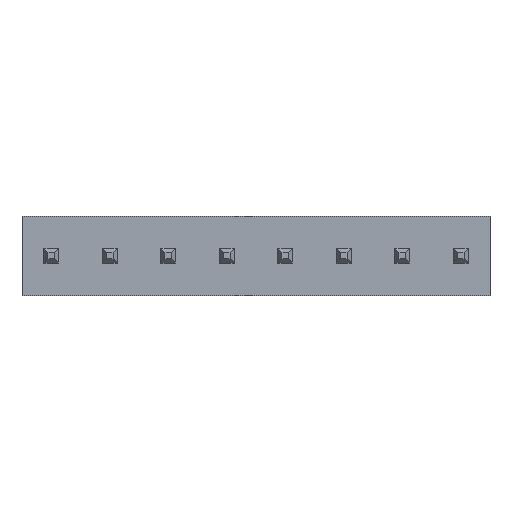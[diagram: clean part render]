
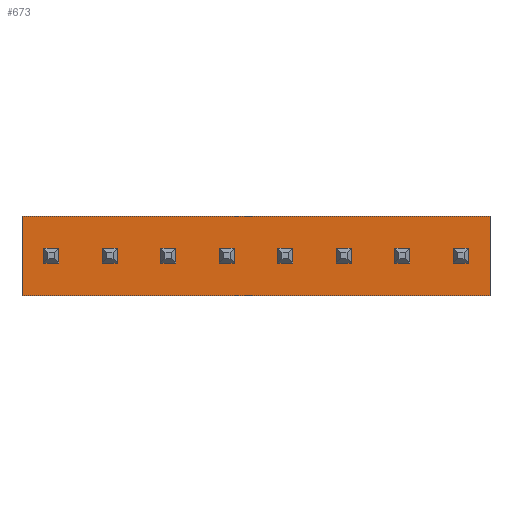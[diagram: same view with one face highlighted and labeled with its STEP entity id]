
A CAD part, top view. The second image highlights one B-rep face of the part: STEP entity #673.
In plain terms, the highlighted planar face has unit normal (0, 0, 1).
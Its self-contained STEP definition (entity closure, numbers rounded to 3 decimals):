
#2=DIRECTION('',(1.,0.,0.));
#3=VECTOR('',#2,0.64);
#4=CARTESIAN_POINT('',(20.,0.32,0.));
#5=LINE('',#4,#3);
#6=DIRECTION('',(0.,1.,0.));
#7=VECTOR('',#6,0.64);
#8=CARTESIAN_POINT('',(20.,-0.32,0.));
#9=LINE('',#8,#7);
#10=DIRECTION('',(-1.,0.,0.));
#11=VECTOR('',#10,0.64);
#12=CARTESIAN_POINT('',(20.64,-0.32,0.));
#13=LINE('',#12,#11);
#14=DIRECTION('',(0.,-1.,0.));
#15=VECTOR('',#14,0.64);
#16=CARTESIAN_POINT('',(20.64,0.32,0.));
#17=LINE('',#16,#15);
#18=DIRECTION('',(1.,0.,0.));
#19=VECTOR('',#18,0.64);
#20=CARTESIAN_POINT('',(17.46,0.32,0.));
#21=LINE('',#20,#19);
#22=DIRECTION('',(0.,1.,0.));
#23=VECTOR('',#22,0.64);
#24=CARTESIAN_POINT('',(17.46,-0.32,0.));
#25=LINE('',#24,#23);
#26=DIRECTION('',(-1.,0.,0.));
#27=VECTOR('',#26,0.64);
#28=CARTESIAN_POINT('',(18.1,-0.32,0.));
#29=LINE('',#28,#27);
#30=DIRECTION('',(0.,-1.,0.));
#31=VECTOR('',#30,0.64);
#32=CARTESIAN_POINT('',(18.1,0.32,0.));
#33=LINE('',#32,#31);
#34=DIRECTION('',(1.,0.,0.));
#35=VECTOR('',#34,0.64);
#36=CARTESIAN_POINT('',(14.92,0.32,0.));
#37=LINE('',#36,#35);
#38=DIRECTION('',(0.,1.,0.));
#39=VECTOR('',#38,0.64);
#40=CARTESIAN_POINT('',(14.92,-0.32,0.));
#41=LINE('',#40,#39);
#42=DIRECTION('',(-1.,0.,0.));
#43=VECTOR('',#42,0.64);
#44=CARTESIAN_POINT('',(15.56,-0.32,0.));
#45=LINE('',#44,#43);
#46=DIRECTION('',(0.,-1.,0.));
#47=VECTOR('',#46,0.64);
#48=CARTESIAN_POINT('',(15.56,0.32,0.));
#49=LINE('',#48,#47);
#50=DIRECTION('',(1.,0.,0.));
#51=VECTOR('',#50,0.64);
#52=CARTESIAN_POINT('',(12.38,0.32,0.));
#53=LINE('',#52,#51);
#54=DIRECTION('',(0.,1.,0.));
#55=VECTOR('',#54,0.64);
#56=CARTESIAN_POINT('',(12.38,-0.32,0.));
#57=LINE('',#56,#55);
#58=DIRECTION('',(-1.,0.,0.));
#59=VECTOR('',#58,0.64);
#60=CARTESIAN_POINT('',(13.02,-0.32,0.));
#61=LINE('',#60,#59);
#62=DIRECTION('',(0.,-1.,0.));
#63=VECTOR('',#62,0.64);
#64=CARTESIAN_POINT('',(13.02,0.32,0.));
#65=LINE('',#64,#63);
#66=DIRECTION('',(1.,0.,0.));
#67=VECTOR('',#66,0.64);
#68=CARTESIAN_POINT('',(9.84,0.32,0.));
#69=LINE('',#68,#67);
#70=DIRECTION('',(0.,1.,0.));
#71=VECTOR('',#70,0.64);
#72=CARTESIAN_POINT('',(9.84,-0.32,0.));
#73=LINE('',#72,#71);
#74=DIRECTION('',(-1.,0.,0.));
#75=VECTOR('',#74,0.64);
#76=CARTESIAN_POINT('',(10.48,-0.32,0.));
#77=LINE('',#76,#75);
#78=DIRECTION('',(0.,-1.,0.));
#79=VECTOR('',#78,0.64);
#80=CARTESIAN_POINT('',(10.48,0.32,0.));
#81=LINE('',#80,#79);
#82=DIRECTION('',(1.,0.,0.));
#83=VECTOR('',#82,0.64);
#84=CARTESIAN_POINT('',(7.3,0.32,0.));
#85=LINE('',#84,#83);
#86=DIRECTION('',(0.,1.,0.));
#87=VECTOR('',#86,0.64);
#88=CARTESIAN_POINT('',(7.3,-0.32,0.));
#89=LINE('',#88,#87);
#90=DIRECTION('',(-1.,0.,0.));
#91=VECTOR('',#90,0.64);
#92=CARTESIAN_POINT('',(7.94,-0.32,0.));
#93=LINE('',#92,#91);
#94=DIRECTION('',(0.,-1.,0.));
#95=VECTOR('',#94,0.64);
#96=CARTESIAN_POINT('',(7.94,0.32,0.));
#97=LINE('',#96,#95);
#98=DIRECTION('',(1.,0.,0.));
#99=VECTOR('',#98,0.64);
#100=CARTESIAN_POINT('',(4.76,0.32,0.));
#101=LINE('',#100,#99);
#102=DIRECTION('',(0.,1.,0.));
#103=VECTOR('',#102,0.64);
#104=CARTESIAN_POINT('',(4.76,-0.32,0.));
#105=LINE('',#104,#103);
#106=DIRECTION('',(-1.,0.,0.));
#107=VECTOR('',#106,0.64);
#108=CARTESIAN_POINT('',(5.4,-0.32,0.));
#109=LINE('',#108,#107);
#110=DIRECTION('',(0.,-1.,0.));
#111=VECTOR('',#110,0.64);
#112=CARTESIAN_POINT('',(5.4,0.32,0.));
#113=LINE('',#112,#111);
#114=DIRECTION('',(-1.,0.,0.));
#115=VECTOR('',#114,0.64);
#116=CARTESIAN_POINT('',(2.86,0.32,0.));
#117=LINE('',#116,#115);
#118=DIRECTION('',(0.,-1.,0.));
#119=VECTOR('',#118,0.64);
#120=CARTESIAN_POINT('',(2.22,0.32,0.));
#121=LINE('',#120,#119);
#122=DIRECTION('',(1.,0.,0.));
#123=VECTOR('',#122,0.64);
#124=CARTESIAN_POINT('',(2.22,-0.32,0.));
#125=LINE('',#124,#123);
#126=DIRECTION('',(0.,1.,0.));
#127=VECTOR('',#126,0.64);
#128=CARTESIAN_POINT('',(2.86,-0.32,0.));
#129=LINE('',#128,#127);
#130=DIRECTION('',(0.,1.,0.));
#131=VECTOR('',#130,3.46);
#132=CARTESIAN_POINT('',(21.59,-1.73,0.));
#133=LINE('',#132,#131);
#134=DIRECTION('',(0.,1.,0.));
#135=VECTOR('',#134,3.46);
#136=CARTESIAN_POINT('',(1.27,-1.73,0.));
#137=LINE('',#136,#135);
#402=DIRECTION('',(1.,0.,0.));
#403=VECTOR('',#402,20.32);
#404=CARTESIAN_POINT('',(1.27,-1.73,0.));
#405=LINE('',#404,#403);
#426=DIRECTION('',(-1.,0.,0.));
#427=VECTOR('',#426,20.32);
#428=CARTESIAN_POINT('',(21.59,1.73,0.));
#429=LINE('',#428,#427);
#434=CARTESIAN_POINT('',(1.27,-1.73,0.));
#435=CARTESIAN_POINT('',(1.27,1.73,0.));
#436=VERTEX_POINT('',#434);
#437=VERTEX_POINT('',#435);
#438=CARTESIAN_POINT('',(2.86,0.32,0.));
#439=CARTESIAN_POINT('',(2.22,0.32,0.));
#440=VERTEX_POINT('',#438);
#441=VERTEX_POINT('',#439);
#442=CARTESIAN_POINT('',(2.86,-0.32,0.));
#443=VERTEX_POINT('',#442);
#444=CARTESIAN_POINT('',(2.22,-0.32,0.));
#445=VERTEX_POINT('',#444);
#458=CARTESIAN_POINT('',(4.76,0.32,0.));
#459=CARTESIAN_POINT('',(5.4,0.32,0.));
#460=VERTEX_POINT('',#458);
#461=VERTEX_POINT('',#459);
#462=CARTESIAN_POINT('',(5.4,-0.32,0.));
#463=VERTEX_POINT('',#462);
#464=CARTESIAN_POINT('',(4.76,-0.32,0.));
#465=VERTEX_POINT('',#464);
#474=CARTESIAN_POINT('',(7.3,0.32,0.));
#475=CARTESIAN_POINT('',(7.94,0.32,0.));
#476=VERTEX_POINT('',#474);
#477=VERTEX_POINT('',#475);
#478=CARTESIAN_POINT('',(7.94,-0.32,0.));
#479=VERTEX_POINT('',#478);
#480=CARTESIAN_POINT('',(7.3,-0.32,0.));
#481=VERTEX_POINT('',#480);
#490=CARTESIAN_POINT('',(9.84,0.32,0.));
#491=CARTESIAN_POINT('',(10.48,0.32,0.));
#492=VERTEX_POINT('',#490);
#493=VERTEX_POINT('',#491);
#494=CARTESIAN_POINT('',(10.48,-0.32,0.));
#495=VERTEX_POINT('',#494);
#496=CARTESIAN_POINT('',(9.84,-0.32,0.));
#497=VERTEX_POINT('',#496);
#506=CARTESIAN_POINT('',(12.38,0.32,0.));
#507=CARTESIAN_POINT('',(13.02,0.32,0.));
#508=VERTEX_POINT('',#506);
#509=VERTEX_POINT('',#507);
#510=CARTESIAN_POINT('',(13.02,-0.32,0.));
#511=VERTEX_POINT('',#510);
#512=CARTESIAN_POINT('',(12.38,-0.32,0.));
#513=VERTEX_POINT('',#512);
#522=CARTESIAN_POINT('',(14.92,0.32,0.));
#523=CARTESIAN_POINT('',(15.56,0.32,0.));
#524=VERTEX_POINT('',#522);
#525=VERTEX_POINT('',#523);
#526=CARTESIAN_POINT('',(15.56,-0.32,0.));
#527=VERTEX_POINT('',#526);
#528=CARTESIAN_POINT('',(14.92,-0.32,0.));
#529=VERTEX_POINT('',#528);
#538=CARTESIAN_POINT('',(17.46,0.32,0.));
#539=CARTESIAN_POINT('',(18.1,0.32,0.));
#540=VERTEX_POINT('',#538);
#541=VERTEX_POINT('',#539);
#542=CARTESIAN_POINT('',(18.1,-0.32,0.));
#543=VERTEX_POINT('',#542);
#544=CARTESIAN_POINT('',(17.46,-0.32,0.));
#545=VERTEX_POINT('',#544);
#554=CARTESIAN_POINT('',(21.59,-1.73,0.));
#555=CARTESIAN_POINT('',(21.59,1.73,0.));
#556=VERTEX_POINT('',#554);
#557=VERTEX_POINT('',#555);
#558=CARTESIAN_POINT('',(20.,0.32,0.));
#559=CARTESIAN_POINT('',(20.64,0.32,0.));
#560=VERTEX_POINT('',#558);
#561=VERTEX_POINT('',#559);
#562=CARTESIAN_POINT('',(20.64,-0.32,0.));
#563=VERTEX_POINT('',#562);
#564=CARTESIAN_POINT('',(20.,-0.32,0.));
#565=VERTEX_POINT('',#564);
#578=CARTESIAN_POINT('',(0.,0.,0.));
#579=DIRECTION('',(0.,0.,1.));
#580=DIRECTION('',(1.,0.,0.));
#581=AXIS2_PLACEMENT_3D('',#578,#579,#580);
#582=PLANE('',#581);
#584=ORIENTED_EDGE('',*,*,#583,.F.);
#586=ORIENTED_EDGE('',*,*,#585,.F.);
#588=ORIENTED_EDGE('',*,*,#587,.F.);
#590=ORIENTED_EDGE('',*,*,#589,.T.);
#591=EDGE_LOOP('',(#584,#586,#588,#590));
#592=FACE_OUTER_BOUND('',#591,.F.);
#594=ORIENTED_EDGE('',*,*,#593,.F.);
#596=ORIENTED_EDGE('',*,*,#595,.F.);
#598=ORIENTED_EDGE('',*,*,#597,.F.);
#600=ORIENTED_EDGE('',*,*,#599,.F.);
#601=EDGE_LOOP('',(#594,#596,#598,#600));
#602=FACE_BOUND('',#601,.F.);
#604=ORIENTED_EDGE('',*,*,#603,.F.);
#606=ORIENTED_EDGE('',*,*,#605,.F.);
#608=ORIENTED_EDGE('',*,*,#607,.F.);
#610=ORIENTED_EDGE('',*,*,#609,.F.);
#611=EDGE_LOOP('',(#604,#606,#608,#610));
#612=FACE_BOUND('',#611,.F.);
#614=ORIENTED_EDGE('',*,*,#613,.F.);
#616=ORIENTED_EDGE('',*,*,#615,.F.);
#618=ORIENTED_EDGE('',*,*,#617,.F.);
#620=ORIENTED_EDGE('',*,*,#619,.F.);
#621=EDGE_LOOP('',(#614,#616,#618,#620));
#622=FACE_BOUND('',#621,.F.);
#624=ORIENTED_EDGE('',*,*,#623,.F.);
#626=ORIENTED_EDGE('',*,*,#625,.F.);
#628=ORIENTED_EDGE('',*,*,#627,.F.);
#630=ORIENTED_EDGE('',*,*,#629,.F.);
#631=EDGE_LOOP('',(#624,#626,#628,#630));
#632=FACE_BOUND('',#631,.F.);
#634=ORIENTED_EDGE('',*,*,#633,.F.);
#636=ORIENTED_EDGE('',*,*,#635,.F.);
#638=ORIENTED_EDGE('',*,*,#637,.F.);
#640=ORIENTED_EDGE('',*,*,#639,.F.);
#641=EDGE_LOOP('',(#634,#636,#638,#640));
#642=FACE_BOUND('',#641,.F.);
#644=ORIENTED_EDGE('',*,*,#643,.F.);
#646=ORIENTED_EDGE('',*,*,#645,.F.);
#648=ORIENTED_EDGE('',*,*,#647,.F.);
#650=ORIENTED_EDGE('',*,*,#649,.F.);
#651=EDGE_LOOP('',(#644,#646,#648,#650));
#652=FACE_BOUND('',#651,.F.);
#654=ORIENTED_EDGE('',*,*,#653,.F.);
#656=ORIENTED_EDGE('',*,*,#655,.F.);
#658=ORIENTED_EDGE('',*,*,#657,.F.);
#660=ORIENTED_EDGE('',*,*,#659,.F.);
#661=EDGE_LOOP('',(#654,#656,#658,#660));
#662=FACE_BOUND('',#661,.F.);
#664=ORIENTED_EDGE('',*,*,#663,.T.);
#666=ORIENTED_EDGE('',*,*,#665,.T.);
#668=ORIENTED_EDGE('',*,*,#667,.T.);
#670=ORIENTED_EDGE('',*,*,#669,.T.);
#671=EDGE_LOOP('',(#664,#666,#668,#670));
#672=FACE_BOUND('',#671,.F.);
#673=ADVANCED_FACE('',(#592,#602,#612,#622,#632,#642,#652,#662,#672),#582,.T.);
#583=EDGE_CURVE('',#557,#437,#429,.T.);
#585=EDGE_CURVE('',#556,#557,#133,.T.);
#587=EDGE_CURVE('',#436,#556,#405,.T.);
#589=EDGE_CURVE('',#436,#437,#137,.T.);
#593=EDGE_CURVE('',#560,#561,#5,.T.);
#595=EDGE_CURVE('',#565,#560,#9,.T.);
#597=EDGE_CURVE('',#563,#565,#13,.T.);
#599=EDGE_CURVE('',#561,#563,#17,.T.);
#603=EDGE_CURVE('',#540,#541,#21,.T.);
#605=EDGE_CURVE('',#545,#540,#25,.T.);
#607=EDGE_CURVE('',#543,#545,#29,.T.);
#609=EDGE_CURVE('',#541,#543,#33,.T.);
#613=EDGE_CURVE('',#524,#525,#37,.T.);
#615=EDGE_CURVE('',#529,#524,#41,.T.);
#617=EDGE_CURVE('',#527,#529,#45,.T.);
#619=EDGE_CURVE('',#525,#527,#49,.T.);
#623=EDGE_CURVE('',#508,#509,#53,.T.);
#625=EDGE_CURVE('',#513,#508,#57,.T.);
#627=EDGE_CURVE('',#511,#513,#61,.T.);
#629=EDGE_CURVE('',#509,#511,#65,.T.);
#633=EDGE_CURVE('',#492,#493,#69,.T.);
#635=EDGE_CURVE('',#497,#492,#73,.T.);
#637=EDGE_CURVE('',#495,#497,#77,.T.);
#639=EDGE_CURVE('',#493,#495,#81,.T.);
#643=EDGE_CURVE('',#476,#477,#85,.T.);
#645=EDGE_CURVE('',#481,#476,#89,.T.);
#647=EDGE_CURVE('',#479,#481,#93,.T.);
#649=EDGE_CURVE('',#477,#479,#97,.T.);
#653=EDGE_CURVE('',#460,#461,#101,.T.);
#655=EDGE_CURVE('',#465,#460,#105,.T.);
#657=EDGE_CURVE('',#463,#465,#109,.T.);
#659=EDGE_CURVE('',#461,#463,#113,.T.);
#663=EDGE_CURVE('',#440,#441,#117,.T.);
#665=EDGE_CURVE('',#441,#445,#121,.T.);
#667=EDGE_CURVE('',#445,#443,#125,.T.);
#669=EDGE_CURVE('',#443,#440,#129,.T.);
